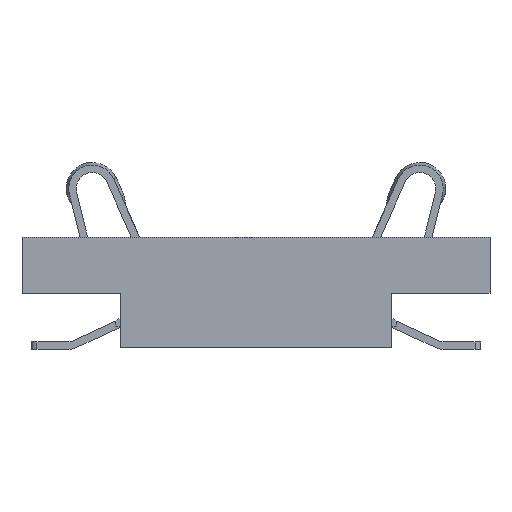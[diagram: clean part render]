
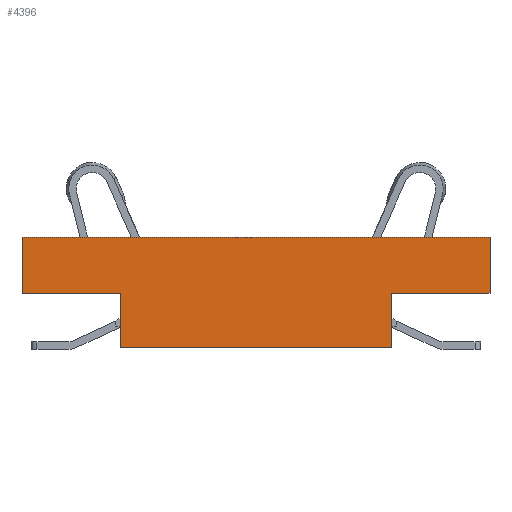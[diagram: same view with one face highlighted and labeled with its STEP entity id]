
A CAD part, left-side view. The second image highlights one B-rep face of the part: STEP entity #4396.
In plain terms, the highlighted planar face has unit normal (-1, 0, 0).
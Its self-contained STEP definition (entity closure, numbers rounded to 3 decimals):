
#9=DIRECTION('',(0.,0.,-1.));
#10=VECTOR('',#9,0.6);
#11=CARTESIAN_POINT('',(-1.98,-0.25,1.2));
#12=LINE('',#11,#10);
#21=DIRECTION('',(0.,-1.,0.));
#22=VECTOR('',#21,5.);
#23=CARTESIAN_POINT('',(-1.98,4.75,1.2));
#24=LINE('',#23,#22);
#57=DIRECTION('',(0.,0.,1.));
#58=VECTOR('',#57,0.6);
#59=CARTESIAN_POINT('',(-1.98,4.75,0.6));
#60=LINE('',#59,#58);
#69=DIRECTION('',(0.,1.,0.));
#70=VECTOR('',#69,1.05);
#71=CARTESIAN_POINT('',(-1.98,3.7,0.6));
#72=LINE('',#71,#70);
#81=DIRECTION('',(0.,0.,1.));
#82=VECTOR('',#81,0.58);
#83=CARTESIAN_POINT('',(-1.98,3.7,0.02));
#84=LINE('',#83,#82);
#129=DIRECTION('',(0.,1.,0.));
#130=VECTOR('',#129,2.9);
#131=CARTESIAN_POINT('',(-1.98,0.8,0.02));
#132=LINE('',#131,#130);
#141=DIRECTION('',(0.,0.,-1.));
#142=VECTOR('',#141,0.58);
#143=CARTESIAN_POINT('',(-1.98,0.8,0.6));
#144=LINE('',#143,#142);
#185=DIRECTION('',(0.,1.,0.));
#186=VECTOR('',#185,1.05);
#187=CARTESIAN_POINT('',(-1.98,-0.25,0.6));
#188=LINE('',#187,#186);
#3029=CARTESIAN_POINT('',(-1.98,-0.25,0.6));
#3030=VERTEX_POINT('',#3029);
#3031=CARTESIAN_POINT('',(-1.98,-0.25,1.2));
#3032=VERTEX_POINT('',#3031);
#3035=CARTESIAN_POINT('',(-1.98,0.8,0.6));
#3036=VERTEX_POINT('',#3035);
#3039=CARTESIAN_POINT('',(-1.98,0.8,0.02));
#3040=VERTEX_POINT('',#3039);
#3115=CARTESIAN_POINT('',(-1.98,3.7,0.02));
#3116=VERTEX_POINT('',#3115);
#3119=CARTESIAN_POINT('',(-1.98,3.7,0.6));
#3120=VERTEX_POINT('',#3119);
#3195=CARTESIAN_POINT('',(-1.98,4.75,0.6));
#3196=VERTEX_POINT('',#3195);
#3199=CARTESIAN_POINT('',(-1.98,4.75,1.2));
#3200=VERTEX_POINT('',#3199);
#4381=CARTESIAN_POINT('',(-1.98,2.25,0.625));
#4382=DIRECTION('',(-1.,0.,0.));
#4383=DIRECTION('',(0.,-1.,0.));
#4384=AXIS2_PLACEMENT_3D('',#4381,#4382,#4383);
#4385=PLANE('',#4384);
#4386=ORIENTED_EDGE('',*,*,#3971,.T.);
#4387=ORIENTED_EDGE('',*,*,#3956,.T.);
#4388=ORIENTED_EDGE('',*,*,#4360,.T.);
#4389=ORIENTED_EDGE('',*,*,#4256,.T.);
#4390=ORIENTED_EDGE('',*,*,#4241,.T.);
#4391=ORIENTED_EDGE('',*,*,#4136,.T.);
#4392=ORIENTED_EDGE('',*,*,#4121,.T.);
#4393=ORIENTED_EDGE('',*,*,#4106,.T.);
#4394=EDGE_LOOP('',(#4386,#4387,#4388,#4389,#4390,#4391,#4392,#4393));
#4395=FACE_OUTER_BOUND('',#4394,.F.);
#4396=ADVANCED_FACE('',(#4395),#4385,.T.);
#3956=EDGE_CURVE('',#3032,#3030,#12,.T.);
#3971=EDGE_CURVE('',#3200,#3032,#24,.T.);
#4106=EDGE_CURVE('',#3196,#3200,#60,.T.);
#4121=EDGE_CURVE('',#3120,#3196,#72,.T.);
#4136=EDGE_CURVE('',#3116,#3120,#84,.T.);
#4241=EDGE_CURVE('',#3040,#3116,#132,.T.);
#4256=EDGE_CURVE('',#3036,#3040,#144,.T.);
#4360=EDGE_CURVE('',#3030,#3036,#188,.T.);
